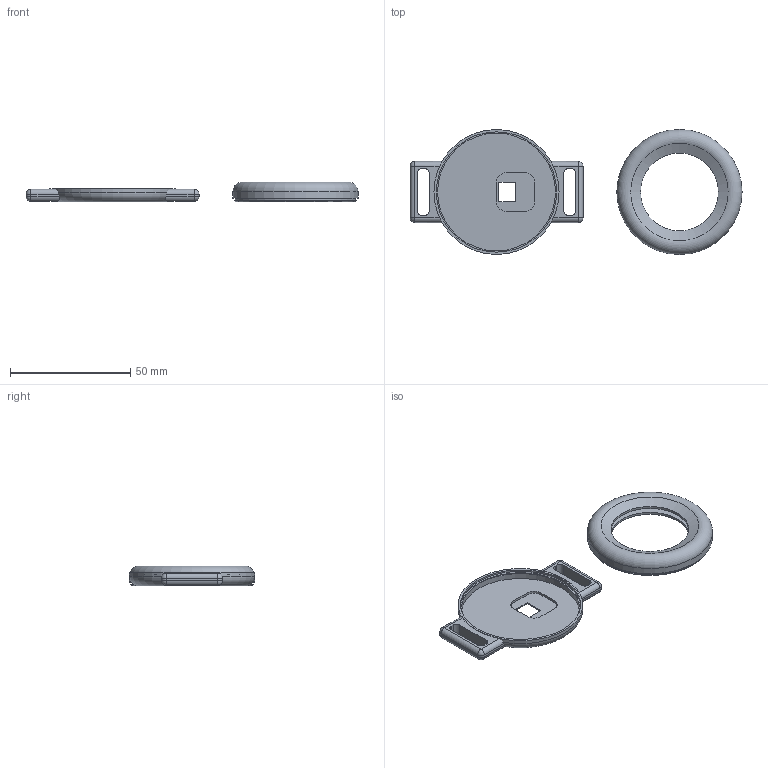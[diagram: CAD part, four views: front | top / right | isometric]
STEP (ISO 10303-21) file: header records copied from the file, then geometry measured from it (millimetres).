
FILE_DESCRIPTION(/* description */ ('STEP AP242','CAx-IF Rec.Pracs.---Representation and Presentation of Product Manufacturing Information (PMI)---4.0---2014-10-13','CAx-IF Rec.Pracs.---3D Tessellated Geometry---0.4---2014-09-14','2;1'),/* implementation_level */ '2;1');
FILE_NAME(/* name */ '67faf578df29b8528ccb9bdb',/* time_stamp */ '2025-04-12T23:21:29Z',/* author */ (''),/* organization */ (''),/* preprocessor_version */ 'ST-DEVELOPER v20',/* originating_system */ 'ONSHAPE BY PTC INC, 1.196',/* authorisation */ ' ');
FILE_SCHEMA (('AP242_MANAGED_MODEL_BASED_3D_ENGINEERING_MIM_LF { 1 0 10303 442 1 1 4 }'));
Length unit declared in the file: metre
Products named in the file (4): print_export; Part 2; Part 1
Assembly tree (4 placements, depth 2):
  print_export
    Part 2  x2
    Part 1
    Part 1
Bounding box: 137.98 x 52 x 8.27 mm (x, y, z)
Volume: 10914.3 mm3; surface area: 12513.7 mm2
Topology: 4 solids, 4 shells, 92 faces, 216 edges, 130 vertices
Faces by surface type: plane 40, cylinder 39, sphere 8, cone 3, torus 2
Full cylindrical faces by diameter (mm): 32.4 x1, 49 x2, 49.862 x1, 50 x1, 52 x2
Entity records: 1870 total; most frequent: DIRECTION 326, CARTESIAN_POINT 311, ORIENTED_EDGE 266, EDGE_CURVE 133, AXIS2_PLACEMENT_3D 126, VERTEX_POINT 91, EDGE_LOOP 90, FACE_BOUND 90
